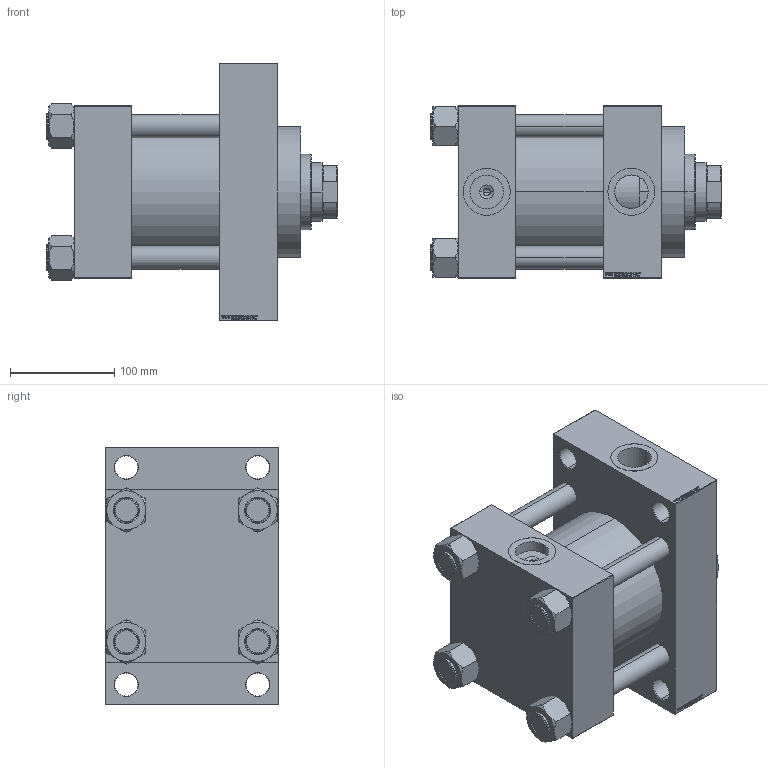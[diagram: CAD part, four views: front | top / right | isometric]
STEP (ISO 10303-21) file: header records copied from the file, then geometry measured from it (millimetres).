
FILE_DESCRIPTION (( 'STEP AP203' ), '1' );
FILE_NAME ('5f7e.STEP', '2025-05-28T12:13:32', ( '' ), ( '' ), 'SwSTEP 2.0', 'SolidWorks 2019', '' );
FILE_SCHEMA (( 'CONFIG_CONTROL_DESIGN' ));
Length unit declared in the file: millimetre
Products named in the file (6): V215CD_D_TYCINKA a414d5287d841d62c7f2318b6be8d7fa; V215CD_VC_A a414d5287d841d62c7f2318b6be8d7fa; V215CD_VCP_D a414d5287d841d62c7f2318b6be8d7fa; 5f7e; V215CD_D_Body a414d5287d841d62c7f2318b6be8d7fa; V215CD_NUT_M5_D a414d5287d841d62c7f2318b6be8d7fa
Assembly tree (11 placements, depth 2):
  5f7e
    V215CD_D_Body a414d5287d841d62c7f2318b6be8d7fa
    V215CD_VC_A a414d5287d841d62c7f2318b6be8d7fa
    V215CD_VCP_D a414d5287d841d62c7f2318b6be8d7fa
    V215CD_D_TYCINKA a414d5287d841d62c7f2318b6be8d7fa  x4
    V215CD_NUT_M5_D a414d5287d841d62c7f2318b6be8d7fa  x4
Bounding box: 278 x 165 x 247 mm (x, y, z)
Volume: 4924452.8 mm3; surface area: 534056.9 mm2
Topology: 11 solids, 11 shells, 1148 faces, 2905 edges, 1889 vertices
Faces by surface type: plane 544, bspline 368, cone 142, cylinder 86, torus 8
Entity records: 47695 total; most frequent: CARTESIAN_POINT 25231, ORIENTED_EDGE 5074, DIRECTION 3251, EDGE_CURVE 2537, VERTEX_POINT 1667, LINE 1525, VECTOR 1525, EDGE_LOOP 1122
